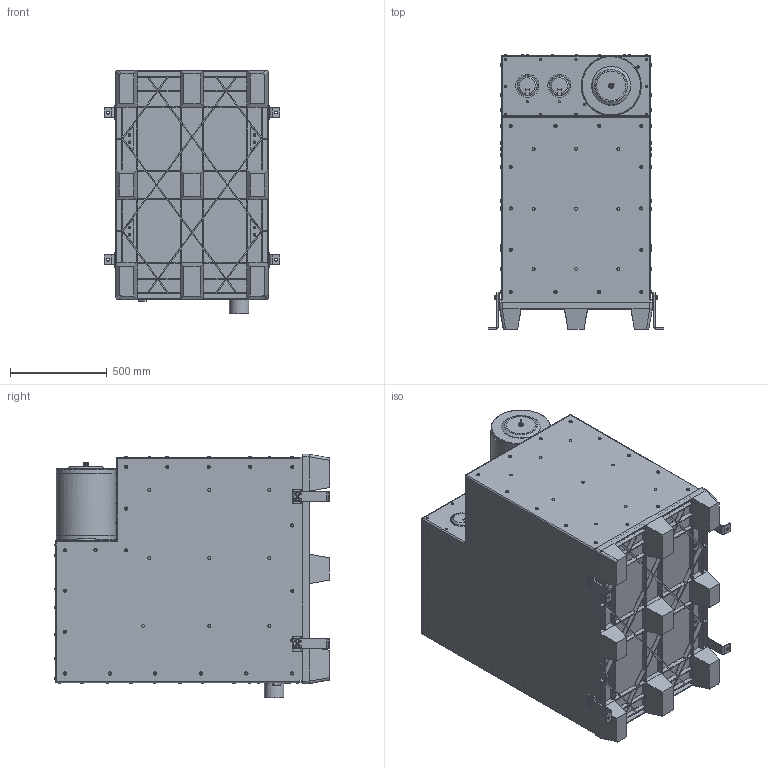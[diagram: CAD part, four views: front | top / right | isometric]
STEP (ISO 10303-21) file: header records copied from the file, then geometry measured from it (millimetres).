
FILE_DESCRIPTION(/* description */ (''),/* implementation_level */ '2;1');
FILE_NAME(/* name */ 'CAxxxxxx013_A.stp',/* time_stamp */ '2018-11-30T13:38:06-05:00',/* author */ ('James'),/* organization */ (''),/* preprocessor_version */ 'ST-DEVELOPER v16.5',/* originating_system */ 'Autodesk Inventor 2017',/* authorisation */ '');
FILE_SCHEMA (('AUTOMOTIVE_DESIGN { 1 0 10303 214 3 1 1 }'));
Length unit declared in the file: inch
Products named in the file (1): CAxxxxxx013_A
Bounding box: 908.05 x 1422.84 x 1260.47 mm (x, y, z)
Volume: 1111802688.6 mm3; surface area: 8477200.5 mm2
Topology: 1 solids, 1 shells, 1707 faces, 3943 edges, 2549 vertices
Faces by surface type: plane 910, cylinder 363, cone 180, sphere 165, bspline 56, torus 33
Full cylindrical faces by diameter (mm): 9.525 x27, 10.592 x2, 11.1 x53, 11.125 x1, 13.894 x2, 14.3 x4, 15.088 x48, 16.662 x54, 17.272 x7, 25.4 x10, 101.6 x1, 304.8 x1, 308.61 x1, 309.88 x1, 310.896 x1
Entity records: 80593 total; most frequent: CARTESIAN_POINT 44229, DIRECTION 7405, ORIENTED_EDGE 7180, EDGE_CURVE 3546, AXIS2_PLACEMENT_3D 2770, VERTEX_POINT 2378, EDGE_LOOP 2317, LINE 1865
